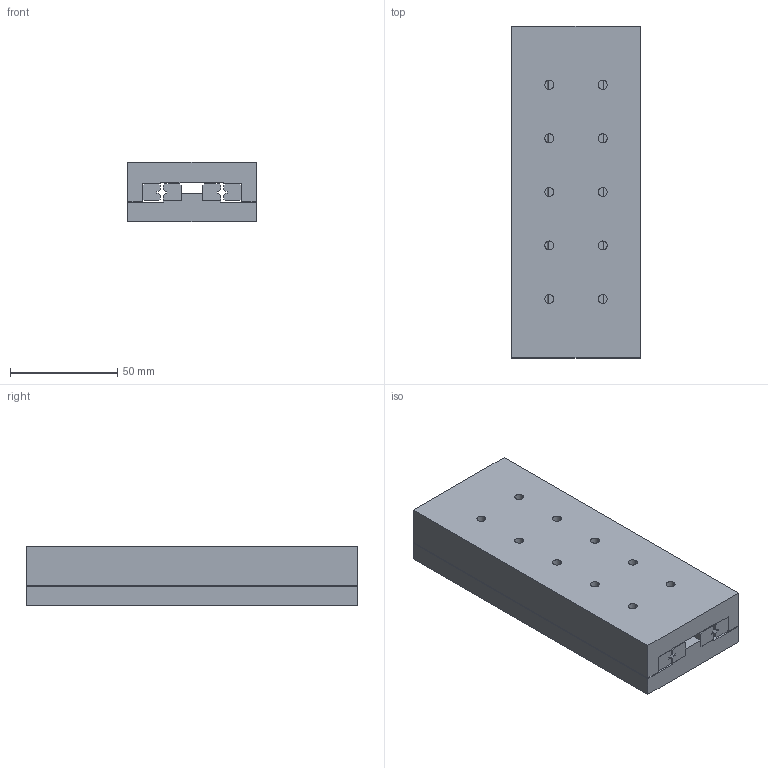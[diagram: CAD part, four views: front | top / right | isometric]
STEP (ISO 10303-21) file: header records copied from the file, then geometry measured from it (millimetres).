
FILE_DESCRIPTION((''),'2;1');
FILE_NAME('XAS23-6-35.stp','2003-10-04T12:49:16',('Raul'),(''),'Autodesk Inventor (tm) 5.3','Autodesk Inventor (tm) 5.3','');
FILE_SCHEMA(('CONFIG_CONTROL_DESIGN'));
Length unit declared in the file: inch
Products named in the file (7): XAS23-6-35; XAS23-6-35 TOP-PLATE; XAS23-6-35 BOTTOM-PLATE; XAS23-6-35 RAIL-A; XAS23-6-35 RAIL-B; XAS23-6-35 RAIL-C-; XAS23-6-35 RAIL-D-
Assembly tree (6 placements, depth 2):
  XAS23-6-35
    XAS23-6-35 TOP-PLATE
    XAS23-6-35 BOTTOM-PLATE
    XAS23-6-35 RAIL-A
    XAS23-6-35 RAIL-B
    XAS23-6-35 RAIL-C-
    XAS23-6-35 RAIL-D-
Bounding box: 59.99 x 154.94 x 27.94 mm (x, y, z)
Volume: 239118.3 mm3; surface area: 75320.2 mm2
Topology: 6 solids, 6 shells, 142 faces, 372 edges, 248 vertices
Faces by surface type: plane 92, bspline 50
Entity records: 5913 total; most frequent: CARTESIAN_POINT 1541, ORIENTED_EDGE 744, DIRECTION 670, EDGE_CURVE 372, VECTOR 284, LINE 284, VERTEX_POINT 248, AXIS2_PLACEMENT_3D 193
